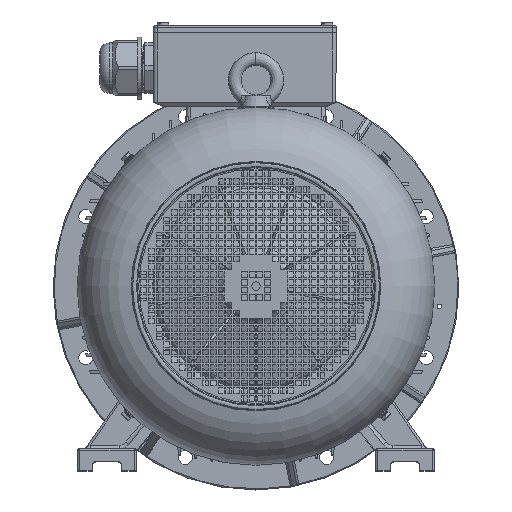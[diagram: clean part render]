
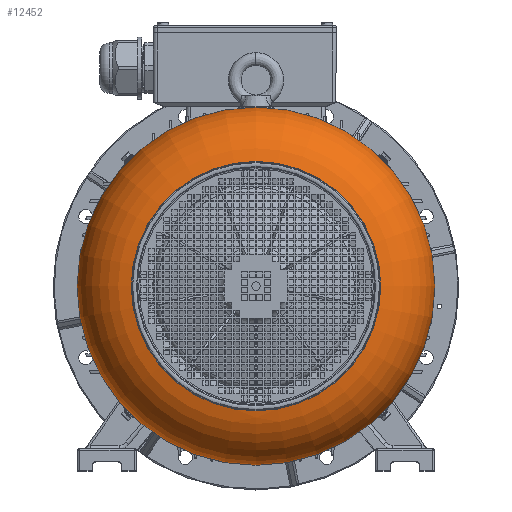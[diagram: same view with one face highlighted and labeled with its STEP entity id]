
A CAD part, top view. The second image highlights one B-rep face of the part: STEP entity #12452.
In plain terms, the highlighted toroidal (fillet/blend) face has major radius 155.5 mm and minor radius 87 mm.
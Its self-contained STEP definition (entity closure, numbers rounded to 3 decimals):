
#5895=TOROIDAL_SURFACE('',#107707,155.5,87.);
#7649=FACE_BOUND('',#25174,.T.);
#7650=FACE_BOUND('',#25175,.T.);
#12452=ADVANCED_FACE('',(#7649,#7650),#5895,.T.);
#25174=EDGE_LOOP('',(#58096));
#25175=EDGE_LOOP('',(#58097));
#58096=ORIENTED_EDGE('',*,*,#95859,.F.);
#58097=ORIENTED_EDGE('',*,*,#95842,.T.);
#85926=VERTEX_POINT('',#155877);
#85943=VERTEX_POINT('',#155984);
#95842=EDGE_CURVE('',#85926,#85926,#104738,.T.);
#95859=EDGE_CURVE('',#85943,#85943,#104747,.T.);
#104738=CIRCLE('',#107696,242.5);
#104747=CIRCLE('',#107706,169.104);
#107696=AXIS2_PLACEMENT_3D('',#155876,#121810,#121811);
#107706=AXIS2_PLACEMENT_3D('',#155983,#121830,#121831);
#107707=AXIS2_PLACEMENT_3D('',#155985,#121832,#121833);
#121810=DIRECTION('',(0.,0.,1.));
#121811=DIRECTION('',(0.,-1.,0.));
#121830=DIRECTION('',(0.,0.,1.));
#121831=DIRECTION('',(0.,-1.,0.));
#121832=DIRECTION('',(0.,0.,1.));
#121833=DIRECTION('',(0.,-1.,0.));
#155876=CARTESIAN_POINT('',(-129.172,-38.734,335.5));
#155877=CARTESIAN_POINT('',(-129.172,-281.234,335.5));
#155983=CARTESIAN_POINT('',(-129.172,-38.734,421.43));
#155984=CARTESIAN_POINT('',(-129.172,-207.839,421.43));
#155985=CARTESIAN_POINT('',(-129.172,-38.734,335.5));
